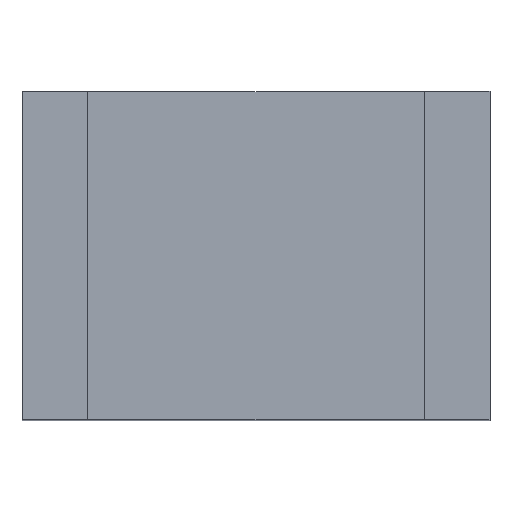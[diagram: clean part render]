
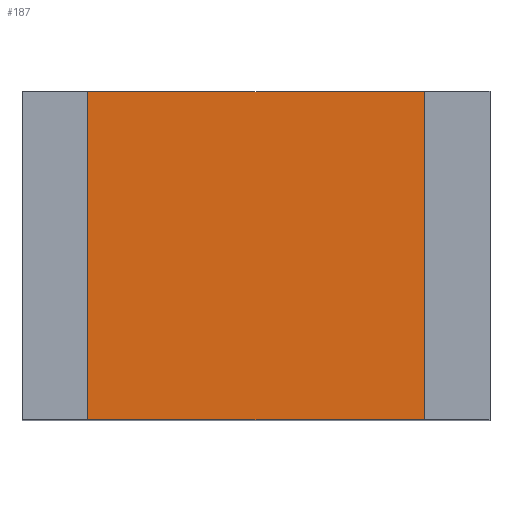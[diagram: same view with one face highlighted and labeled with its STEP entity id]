
A CAD part, top view. The second image highlights one B-rep face of the part: STEP entity #187.
In plain terms, the highlighted planar face has unit normal (0, 0, 1).
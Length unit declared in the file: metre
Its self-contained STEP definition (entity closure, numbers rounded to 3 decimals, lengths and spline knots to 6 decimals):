
#21=FACE_OUTER_BOUND('',#31,.T.);
#31=EDGE_LOOP('',(#147,#148,#149,#150));
#52=LINE('',#299,#76);
#54=LINE('',#303,#78);
#55=LINE('',#305,#79);
#56=LINE('',#306,#80);
#76=VECTOR('',#246,1.);
#78=VECTOR('',#250,1.);
#79=VECTOR('',#251,1.);
#80=VECTOR('',#252,1.);
#95=VERTEX_POINT('',#296);
#96=VERTEX_POINT('',#298);
#97=VERTEX_POINT('',#302);
#98=VERTEX_POINT('',#304);
#116=EDGE_CURVE('',#96,#95,#52,.T.);
#118=EDGE_CURVE('',#95,#97,#54,.T.);
#119=EDGE_CURVE('',#98,#97,#55,.T.);
#120=EDGE_CURVE('',#96,#98,#56,.T.);
#147=ORIENTED_EDGE('',*,*,#118,.T.);
#148=ORIENTED_EDGE('',*,*,#119,.F.);
#149=ORIENTED_EDGE('',*,*,#120,.F.);
#150=ORIENTED_EDGE('',*,*,#116,.T.);
#177=PLANE('',#211);
#187=ADVANCED_FACE('',(#21),#177,.F.);
#211=AXIS2_PLACEMENT_3D('',#301,#248,#249);
#246=DIRECTION('',(0.,1.,0.));
#248=DIRECTION('center_axis',(0.,0.,-1.));
#249=DIRECTION('ref_axis',(-1.,0.,0.));
#250=DIRECTION('',(-1.,0.,0.));
#251=DIRECTION('',(0.,1.,0.));
#252=DIRECTION('',(-1.,0.,0.));
#296=CARTESIAN_POINT('',(0.01025,0.,0.03175));
#298=CARTESIAN_POINT('',(0.01025,-0.02,0.03175));
#299=CARTESIAN_POINT('',(0.01025,-0.02,0.03175));
#301=CARTESIAN_POINT('Origin',(0.005125,-0.02,0.03175));
#302=CARTESIAN_POINT('',(-0.01025,0.,0.03175));
#303=CARTESIAN_POINT('',(0.005125,0.,0.03175));
#304=CARTESIAN_POINT('',(-0.01025,-0.02,0.03175));
#305=CARTESIAN_POINT('',(-0.01025,-0.02,0.03175));
#306=CARTESIAN_POINT('',(0.005125,-0.02,0.03175));
